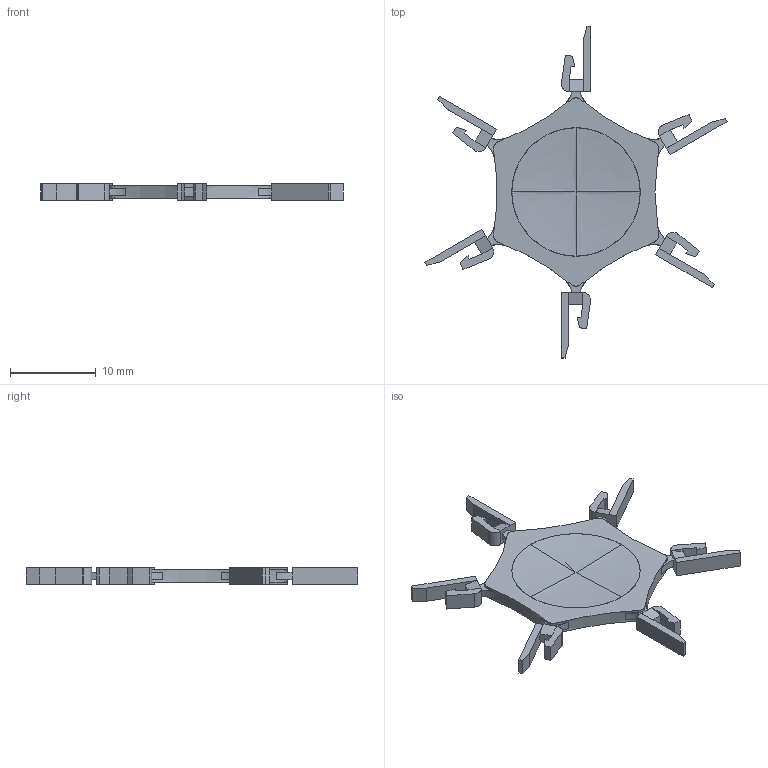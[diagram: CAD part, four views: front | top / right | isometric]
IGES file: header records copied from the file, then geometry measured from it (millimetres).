
Start section: Comment
Global section: file name: 691399900002.igs; native system:  By UGS Corp.; preprocessor: XPlus GENERIC/IGES 3.0; author: Author; organization: Title; date: 20081112.151712; units: inch
Bounding box: 35.31 x 38.8 x 1.9 mm (x, y, z)
Surface area: 1183.2 mm2 (no closed solid volume)
Topology: 0 solids, 0 shells, 179 faces, 922 edges, 914 vertices
Faces by surface type: bspline 179
